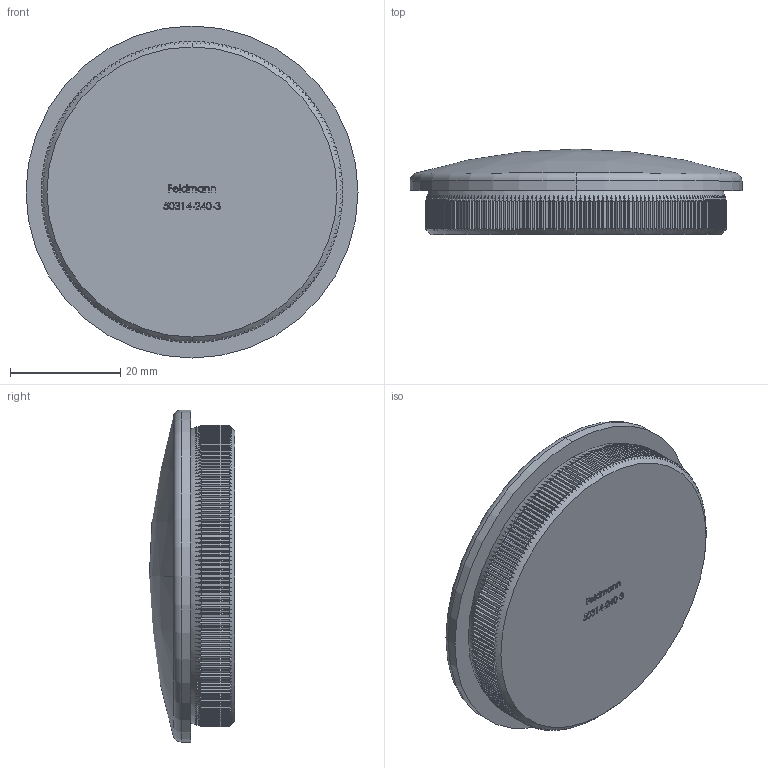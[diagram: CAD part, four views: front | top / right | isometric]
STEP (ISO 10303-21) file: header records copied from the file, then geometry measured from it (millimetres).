
FILE_DESCRIPTION (( 'STEP AP203' ), '1' );
FILE_NAME ('50314-240-3.step', '2020-12-04T10:00:38', ( '' ), ( '' ), 'SwSTEP 2.0', 'SolidWorks 2018', '' );
FILE_SCHEMA (( 'CONFIG_CONTROL_DESIGN' ));
Length unit declared in the file: millimetre
Products named in the file (2): 50314-240-3
Bounding box: 60.3 x 15.5 x 60.3 mm (x, y, z)
Volume: 33241 mm3; surface area: 8135.4 mm2
Topology: 1 solids, 1 shells, 888 faces, 2572 edges, 1713 vertices
Faces by surface type: plane 560, cylinder 212, bspline 108, cone 4, torus 2, sphere 2
Entity records: 35999 total; most frequent: CARTESIAN_POINT 14423, ORIENTED_EDGE 5144, DIRECTION 3516, EDGE_CURVE 2572, VERTEX_POINT 1713, AXIS2_PLACEMENT_3D 1218, VECTOR 1080, LINE 1080
